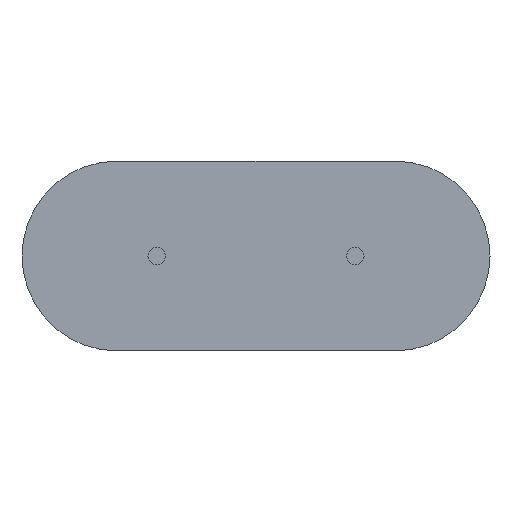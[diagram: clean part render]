
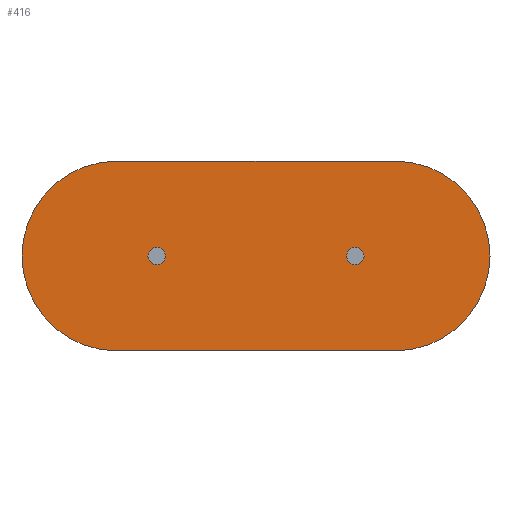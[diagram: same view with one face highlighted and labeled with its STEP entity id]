
A CAD part, front view. The second image highlights one B-rep face of the part: STEP entity #416.
In plain terms, the highlighted planar face has unit normal (0, -1, 0).
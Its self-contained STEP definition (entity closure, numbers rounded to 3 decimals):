
#1 = CIRCLE ( 'NONE', #341, 0.215 ) ;
#3 = DIRECTION ( 'NONE',  ( 0., 1., 0. ) ) ;
#10 = CARTESIAN_POINT ( 'NONE',  ( 3.42, 0., 0. ) ) ;
#11 = AXIS2_PLACEMENT_3D ( 'NONE', #528, #499, #155 ) ;
#20 = CIRCLE ( 'NONE', #603, 2.33 ) ;
#22 = VERTEX_POINT ( 'NONE', #268 ) ;
#26 = EDGE_CURVE ( 'NONE', #64, #332, #219, .T. ) ;
#36 = DIRECTION ( 'NONE',  ( -1., 0., 0. ) ) ;
#58 = VERTEX_POINT ( 'NONE', #248 ) ;
#64 = VERTEX_POINT ( 'NONE', #302 ) ;
#96 = AXIS2_PLACEMENT_3D ( 'NONE', #375, #388, #419 ) ;
#97 = ORIENTED_EDGE ( 'NONE', *, *, #323, .F. ) ;
#105 = VECTOR ( 'NONE', #486, 1000. ) ;
#118 = EDGE_CURVE ( 'NONE', #332, #64, #233, .T. ) ;
#121 = VERTEX_POINT ( 'NONE', #431 ) ;
#138 = DIRECTION ( 'NONE',  ( 0., 1., 0. ) ) ;
#146 = ORIENTED_EDGE ( 'NONE', *, *, #118, .T. ) ;
#148 = CIRCLE ( 'NONE', #488, 2.33 ) ;
#150 = ORIENTED_EDGE ( 'NONE', *, *, #26, .T. ) ;
#153 = CARTESIAN_POINT ( 'NONE',  ( 3.42, 0., 0. ) ) ;
#155 = DIRECTION ( 'NONE',  ( 0., 0., 1. ) ) ;
#158 = CARTESIAN_POINT ( 'NONE',  ( -2.44, 0., -0.215 ) ) ;
#166 = EDGE_CURVE ( 'NONE', #172, #121, #572, .T. ) ;
#172 = VERTEX_POINT ( 'NONE', #456 ) ;
#188 = CARTESIAN_POINT ( 'NONE',  ( -3.42, 0., 2.33 ) ) ;
#200 = ORIENTED_EDGE ( 'NONE', *, *, #343, .F. ) ;
#209 = FACE_OUTER_BOUND ( 'NONE', #392, .T. ) ;
#219 = CIRCLE ( 'NONE', #553, 0.215 ) ;
#220 = ORIENTED_EDGE ( 'NONE', *, *, #166, .F. ) ;
#224 = DIRECTION ( 'NONE',  ( 0., 0., 1. ) ) ;
#230 = EDGE_CURVE ( 'NONE', #522, #58, #1, .T. ) ;
#233 = CIRCLE ( 'NONE', #11, 0.215 ) ;
#240 = DIRECTION ( 'NONE',  ( 0., 0., 1. ) ) ;
#246 = ORIENTED_EDGE ( 'NONE', *, *, #315, .T. ) ;
#248 = CARTESIAN_POINT ( 'NONE',  ( 2.44, 0., -0.215 ) ) ;
#250 = DIRECTION ( 'NONE',  ( 0., 0., 1. ) ) ;
#268 = CARTESIAN_POINT ( 'NONE',  ( 3.42, 0., 2.33 ) ) ;
#300 = CARTESIAN_POINT ( 'NONE',  ( 2.44, 0., 0.215 ) ) ;
#302 = CARTESIAN_POINT ( 'NONE',  ( -2.44, 0., 0.215 ) ) ;
#315 = EDGE_CURVE ( 'NONE', #58, #522, #545, .T. ) ;
#323 = EDGE_CURVE ( 'NONE', #22, #172, #20, .T. ) ;
#332 = VERTEX_POINT ( 'NONE', #158 ) ;
#335 = DIRECTION ( 'NONE',  ( 0., 1., 0. ) ) ;
#341 = AXIS2_PLACEMENT_3D ( 'NONE', #546, #550, #414 ) ;
#343 = EDGE_CURVE ( 'NONE', #121, #584, #148, .T. ) ;
#355 = LINE ( 'NONE', #437, #105 ) ;
#371 = AXIS2_PLACEMENT_3D ( 'NONE', #10, #380, #384 ) ;
#375 = CARTESIAN_POINT ( 'NONE',  ( 2.44, 0., 0. ) ) ;
#380 = DIRECTION ( 'NONE',  ( 0., 1., 0. ) ) ;
#384 = DIRECTION ( 'NONE',  ( 0., 0., 1. ) ) ;
#388 = DIRECTION ( 'NONE',  ( 0., 1., 0. ) ) ;
#392 = EDGE_LOOP ( 'NONE', ( #97, #487, #200, #220 ) ) ;
#414 = DIRECTION ( 'NONE',  ( 0., 0., -1. ) ) ;
#416 = ADVANCED_FACE ( 'NONE', ( #426, #469, #209 ), #423, .F. ) ;
#419 = DIRECTION ( 'NONE',  ( 0., 0., -1. ) ) ;
#420 = EDGE_LOOP ( 'NONE', ( #150, #146 ) ) ;
#422 = EDGE_LOOP ( 'NONE', ( #440, #246 ) ) ;
#423 = PLANE ( 'NONE',  #371 ) ;
#426 = FACE_BOUND ( 'NONE', #422, .T. ) ;
#431 = CARTESIAN_POINT ( 'NONE',  ( -3.42, 0., -2.33 ) ) ;
#437 = CARTESIAN_POINT ( 'NONE',  ( 3.42, 0., 2.33 ) ) ;
#440 = ORIENTED_EDGE ( 'NONE', *, *, #230, .T. ) ;
#449 = CARTESIAN_POINT ( 'NONE',  ( 3.42, 0., -2.33 ) ) ;
#456 = CARTESIAN_POINT ( 'NONE',  ( 3.42, 0., -2.33 ) ) ;
#469 = FACE_BOUND ( 'NONE', #420, .T. ) ;
#478 = CARTESIAN_POINT ( 'NONE',  ( -3.42, 0., 0. ) ) ;
#486 = DIRECTION ( 'NONE',  ( 1., 0., 0. ) ) ;
#487 = ORIENTED_EDGE ( 'NONE', *, *, #531, .F. ) ;
#488 = AXIS2_PLACEMENT_3D ( 'NONE', #478, #3, #250 ) ;
#499 = DIRECTION ( 'NONE',  ( 0., 1., 0. ) ) ;
#510 = VECTOR ( 'NONE', #36, 1000. ) ;
#522 = VERTEX_POINT ( 'NONE', #300 ) ;
#528 = CARTESIAN_POINT ( 'NONE',  ( -2.44, 0., 0. ) ) ;
#531 = EDGE_CURVE ( 'NONE', #584, #22, #355, .T. ) ;
#545 = CIRCLE ( 'NONE', #96, 0.215 ) ;
#546 = CARTESIAN_POINT ( 'NONE',  ( 2.44, 0., 0. ) ) ;
#550 = DIRECTION ( 'NONE',  ( 0., 1., 0. ) ) ;
#553 = AXIS2_PLACEMENT_3D ( 'NONE', #555, #138, #224 ) ;
#555 = CARTESIAN_POINT ( 'NONE',  ( -2.44, 0., 0. ) ) ;
#572 = LINE ( 'NONE', #449, #510 ) ;
#584 = VERTEX_POINT ( 'NONE', #188 ) ;
#603 = AXIS2_PLACEMENT_3D ( 'NONE', #153, #335, #240 ) ;
